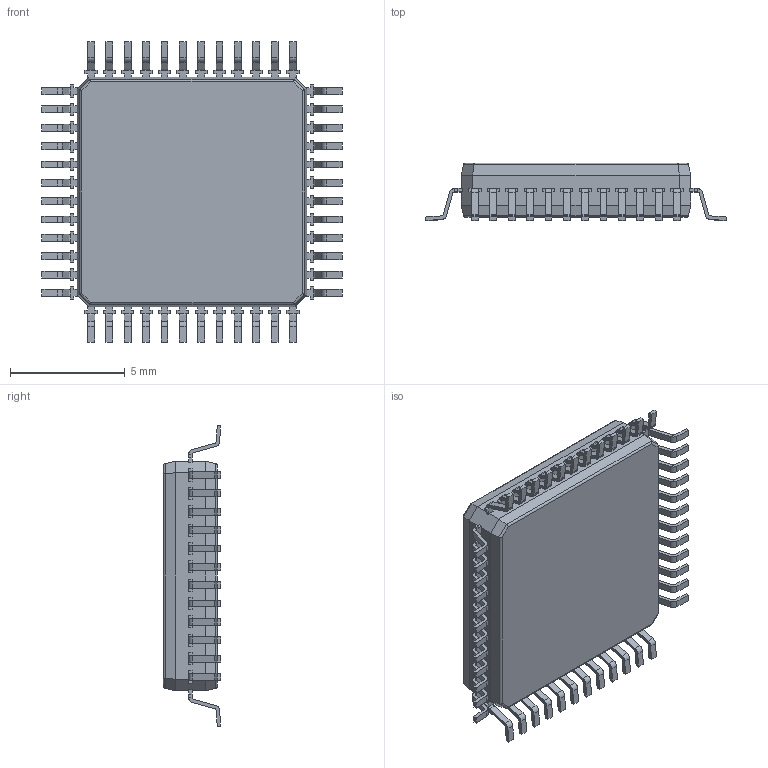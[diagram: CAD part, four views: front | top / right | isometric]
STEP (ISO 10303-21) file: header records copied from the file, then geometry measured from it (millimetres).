
FILE_DESCRIPTION (( 'STEP AP214' ), '1' );
FILE_NAME ('7ED98903-A06F-4036-A4D0-7C5CB750A517.STEP', '2024-05-02T14:45:21', ( '' ), ( '' ), 'SwSTEP 2.0', 'SolidWorks 2022', '' );
FILE_SCHEMA (( 'AUTOMOTIVE_DESIGN' ));
Length unit declared in the file: millimetre
Products named in the file (1): 7ED98903-A06F-4036-A4D0-7C5CB750A517
Bounding box: 13.11 x 2.5 x 13.11 mm (x, y, z)
Volume: 236.9 mm3; surface area: 390.2 mm2
Topology: 1 solids, 1 shells, 1005 faces, 2854 edges, 1892 vertices
Faces by surface type: plane 795, cylinder 210
Entity records: 32809 total; most frequent: CARTESIAN_POINT 5800, ORIENTED_EDGE 5708, DIRECTION 5238, EDGE_CURVE 2854, LINE 2450, VECTOR 2450, VERTEX_POINT 1892, AXIS2_PLACEMENT_3D 1394
